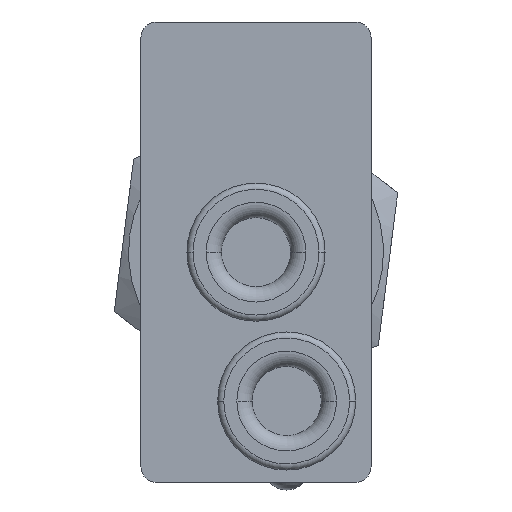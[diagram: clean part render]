
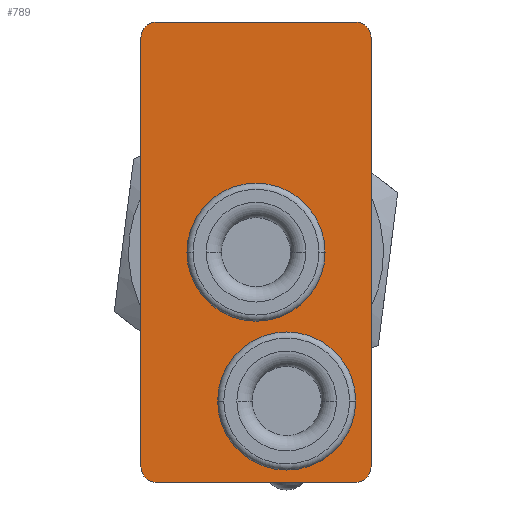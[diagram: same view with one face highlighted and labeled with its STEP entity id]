
A CAD part, front view. The second image highlights one B-rep face of the part: STEP entity #789.
In plain terms, the highlighted planar face has unit normal (0, -1, 0).
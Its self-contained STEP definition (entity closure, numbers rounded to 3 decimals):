
#238=CARTESIAN_POINT('',(2.0,-13.75,-13.9));
#239=VERTEX_POINT('',#238);
#255=CARTESIAN_POINT('',(2.,-13.75,-5.5));
#256=VERTEX_POINT('',#255);
#263=CARTESIAN_POINT('',(2.0,-13.75,-9.7));
#264=DIRECTION('',(0.0,1.0,0.0));
#265=DIRECTION('',(0.0,0.0,-1.0));
#266=AXIS2_PLACEMENT_3D('',#263,#264,#265);
#267=CIRCLE('',#266,4.2);
#268=EDGE_CURVE('',#239,#256,#267,.T.);
#280=CARTESIAN_POINT('',(0.0,-13.75,-4.2));
#281=VERTEX_POINT('',#280);
#297=CARTESIAN_POINT('',(0.,-13.75,4.2));
#298=VERTEX_POINT('',#297);
#305=CARTESIAN_POINT('',(0.,-13.75,0.));
#306=DIRECTION('',(0.0,1.0,0.0));
#307=DIRECTION('',(0.0,0.0,-1.0));
#308=AXIS2_PLACEMENT_3D('',#305,#306,#307);
#309=CIRCLE('',#308,4.2);
#310=EDGE_CURVE('',#281,#298,#309,.T.);
#512=CARTESIAN_POINT('',(7.207,-13.75,14.707));
#513=VERTEX_POINT('',#512);
#529=CARTESIAN_POINT('',(6.5,-13.75,15.0));
#530=VERTEX_POINT('',#529);
#537=CARTESIAN_POINT('',(6.5,-13.75,14.));
#538=DIRECTION('',(0.0,1.,0.0));
#539=DIRECTION('',(0.707,0.0,0.707));
#540=AXIS2_PLACEMENT_3D('',#537,#538,#539);
#541=CIRCLE('',#540,1.);
#542=EDGE_CURVE('',#530,#513,#541,.T.);
#552=CARTESIAN_POINT('',(7.207,-13.75,-14.707));
#553=VERTEX_POINT('',#552);
#562=CARTESIAN_POINT('',(6.5,-13.75,-15.0));
#563=VERTEX_POINT('',#562);
#564=CARTESIAN_POINT('',(6.5,-13.75,-14.));
#565=DIRECTION('',(0.0,1.,0.0));
#566=DIRECTION('',(0.707,0.0,-0.707));
#567=AXIS2_PLACEMENT_3D('',#564,#565,#566);
#568=CIRCLE('',#567,1.);
#569=EDGE_CURVE('',#553,#563,#568,.T.);
#596=CARTESIAN_POINT('',(-7.207,-13.75,-14.707));
#597=VERTEX_POINT('',#596);
#613=CARTESIAN_POINT('',(-6.5,-13.75,-15.0));
#614=VERTEX_POINT('',#613);
#621=CARTESIAN_POINT('',(-6.5,-13.75,-14.));
#622=DIRECTION('',(0.0,1.,0.0));
#623=DIRECTION('',(-0.707,0.0,-0.707));
#624=AXIS2_PLACEMENT_3D('',#621,#622,#623);
#625=CIRCLE('',#624,1.);
#626=EDGE_CURVE('',#614,#597,#625,.T.);
#636=CARTESIAN_POINT('',(-7.207,-13.75,14.707));
#637=VERTEX_POINT('',#636);
#646=CARTESIAN_POINT('',(-6.5,-13.75,15.0));
#647=VERTEX_POINT('',#646);
#648=CARTESIAN_POINT('',(-6.5,-13.75,14.));
#649=DIRECTION('',(0.0,1.,0.0));
#650=DIRECTION('',(-0.707,0.0,0.707));
#651=AXIS2_PLACEMENT_3D('',#648,#649,#650);
#652=CIRCLE('',#651,1.);
#653=EDGE_CURVE('',#637,#647,#652,.T.);
#688=CARTESIAN_POINT('',(-7.5,-13.75,14.));
#689=VERTEX_POINT('',#688);
#696=CARTESIAN_POINT('',(-6.5,-13.75,14.));
#697=DIRECTION('',(0.0,1.,0.0));
#698=DIRECTION('',(-0.707,0.0,0.707));
#699=AXIS2_PLACEMENT_3D('',#696,#697,#698);
#700=CIRCLE('',#699,1.);
#701=EDGE_CURVE('',#689,#637,#700,.T.);
#706=CARTESIAN_POINT('',(7.5,-13.75,-15.0));
#707=DIRECTION('',(0.0,-1.0,0.0));
#708=DIRECTION('',(0.0,0.0,-1.0));
#709=AXIS2_PLACEMENT_3D('',#706,#707,#708);
#710=PLANE('',#709);
#711=ORIENTED_EDGE('',*,*,#701,.F.);
#712=CARTESIAN_POINT('',(-7.5,-13.75,-14.));
#713=VERTEX_POINT('',#712);
#714=CARTESIAN_POINT('',(-7.5,-13.75,-14.));
#715=DIRECTION('',(0.0,0.0,1.0));
#716=VECTOR('',#715,28.0);
#717=LINE('',#714,#716);
#718=EDGE_CURVE('',#713,#689,#717,.T.);
#719=ORIENTED_EDGE('',*,*,#718,.F.);
#720=CARTESIAN_POINT('',(-6.5,-13.75,-14.));
#721=DIRECTION('',(0.0,1.,0.0));
#722=DIRECTION('',(-0.707,0.0,-0.707));
#723=AXIS2_PLACEMENT_3D('',#720,#721,#722);
#724=CIRCLE('',#723,1.);
#725=EDGE_CURVE('',#597,#713,#724,.T.);
#726=ORIENTED_EDGE('',*,*,#725,.F.);
#727=ORIENTED_EDGE('',*,*,#626,.F.);
#728=CARTESIAN_POINT('',(-6.5,-13.75,-15.0));
#729=DIRECTION('',(1.0,0.0,0.0));
#730=VECTOR('',#729,13.);
#731=LINE('',#728,#730);
#732=EDGE_CURVE('',#614,#563,#731,.T.);
#733=ORIENTED_EDGE('',*,*,#732,.T.);
#734=ORIENTED_EDGE('',*,*,#569,.F.);
#735=CARTESIAN_POINT('',(7.5,-13.75,-14.));
#736=VERTEX_POINT('',#735);
#737=CARTESIAN_POINT('',(6.5,-13.75,-14.));
#738=DIRECTION('',(0.0,1.,0.0));
#739=DIRECTION('',(0.707,0.0,-0.707));
#740=AXIS2_PLACEMENT_3D('',#737,#738,#739);
#741=CIRCLE('',#740,1.);
#742=EDGE_CURVE('',#736,#553,#741,.T.);
#743=ORIENTED_EDGE('',*,*,#742,.F.);
#744=CARTESIAN_POINT('',(7.5,-13.75,14.));
#745=VERTEX_POINT('',#744);
#746=CARTESIAN_POINT('',(7.5,-13.75,-14.));
#747=DIRECTION('',(0.0,0.0,1.0));
#748=VECTOR('',#747,28.0);
#749=LINE('',#746,#748);
#750=EDGE_CURVE('',#736,#745,#749,.T.);
#751=ORIENTED_EDGE('',*,*,#750,.T.);
#752=CARTESIAN_POINT('',(6.5,-13.75,14.));
#753=DIRECTION('',(0.0,1.,0.0));
#754=DIRECTION('',(0.707,0.0,0.707));
#755=AXIS2_PLACEMENT_3D('',#752,#753,#754);
#756=CIRCLE('',#755,1.);
#757=EDGE_CURVE('',#513,#745,#756,.T.);
#758=ORIENTED_EDGE('',*,*,#757,.F.);
#759=ORIENTED_EDGE('',*,*,#542,.F.);
#760=CARTESIAN_POINT('',(6.5,-13.75,15.0));
#761=DIRECTION('',(-1.0,0.0,0.0));
#762=VECTOR('',#761,13.);
#763=LINE('',#760,#762);
#764=EDGE_CURVE('',#530,#647,#763,.T.);
#765=ORIENTED_EDGE('',*,*,#764,.T.);
#766=ORIENTED_EDGE('',*,*,#653,.F.);
#767=EDGE_LOOP('',(#711,#719,#726,#727,#733,#734,#743,#751,#758,#759,#765,#766));
#768=FACE_OUTER_BOUND('',#767,.T.);
#769=ORIENTED_EDGE('',*,*,#310,.T.);
#770=CARTESIAN_POINT('',(0.,-13.75,0.));
#771=DIRECTION('',(0.0,1.0,0.0));
#772=DIRECTION('',(0.0,0.0,-1.0));
#773=AXIS2_PLACEMENT_3D('',#770,#771,#772);
#774=CIRCLE('',#773,4.2);
#775=EDGE_CURVE('',#298,#281,#774,.T.);
#776=ORIENTED_EDGE('',*,*,#775,.T.);
#777=EDGE_LOOP('',(#769,#776));
#778=FACE_BOUND('',#777,.T.);
#779=ORIENTED_EDGE('',*,*,#268,.T.);
#780=CARTESIAN_POINT('',(2.0,-13.75,-9.7));
#781=DIRECTION('',(0.0,1.0,0.0));
#782=DIRECTION('',(0.0,0.0,-1.0));
#783=AXIS2_PLACEMENT_3D('',#780,#781,#782);
#784=CIRCLE('',#783,4.2);
#785=EDGE_CURVE('',#256,#239,#784,.T.);
#786=ORIENTED_EDGE('',*,*,#785,.T.);
#787=EDGE_LOOP('',(#779,#786));
#788=FACE_BOUND('',#787,.T.);
#789=ADVANCED_FACE('',(#768,#778,#788),#710,.T.);
